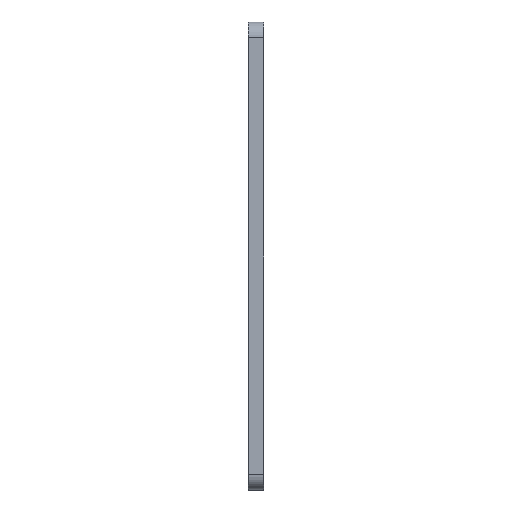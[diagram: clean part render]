
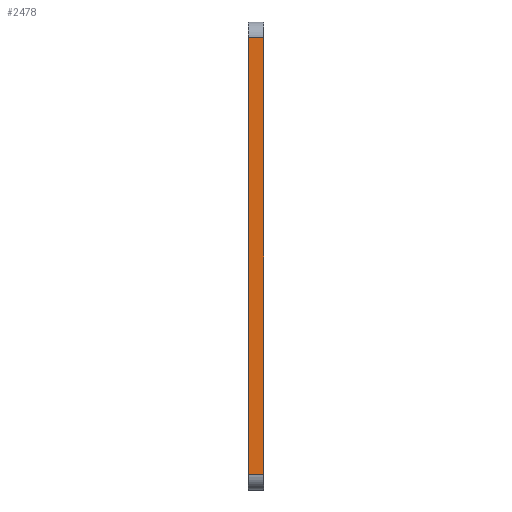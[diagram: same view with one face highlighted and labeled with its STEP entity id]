
A CAD part, left-side view. The second image highlights one B-rep face of the part: STEP entity #2478.
In plain terms, the highlighted planar face has unit normal (-1, 0, 0).
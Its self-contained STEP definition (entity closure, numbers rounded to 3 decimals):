
#249=FACE_OUTER_BOUND('',#496,.T.);
#496=EDGE_LOOP('',(#2009,#2010,#2011,#2012));
#595=LINE('',#3725,#738);
#612=LINE('',#3975,#755);
#633=LINE('',#4233,#776);
#639=LINE('',#4245,#782);
#738=VECTOR('',#2928,82.);
#755=VECTOR('',#3161,82.);
#776=VECTOR('',#3402,3.);
#782=VECTOR('',#3420,3.);
#1098=VERTEX_POINT('',#3710);
#1105=VERTEX_POINT('',#3723);
#1228=VERTEX_POINT('',#3971);
#1230=VERTEX_POINT('',#3974);
#1365=EDGE_CURVE('',#1105,#1098,#595,.T.);
#1489=EDGE_CURVE('',#1230,#1228,#612,.T.);
#1619=EDGE_CURVE('',#1098,#1228,#633,.T.);
#1625=EDGE_CURVE('',#1105,#1230,#639,.T.);
#2009=ORIENTED_EDGE('',*,*,#1489,.T.);
#2010=ORIENTED_EDGE('',*,*,#1619,.F.);
#2011=ORIENTED_EDGE('',*,*,#1365,.F.);
#2012=ORIENTED_EDGE('',*,*,#1625,.T.);
#2452=PLANE('',#2817);
#2478=ADVANCED_FACE('',(#249),#2452,.F.);
#2817=AXIS2_PLACEMENT_3D('',#4246,#3421,#3422);
#2928=DIRECTION('',(0.,0.,1.));
#3161=DIRECTION('',(0.,0.,1.));
#3402=DIRECTION('',(0.,-1.,0.));
#3420=DIRECTION('',(0.,-1.,0.));
#3421=DIRECTION('center_axis',(1.,0.,0.));
#3422=DIRECTION('ref_axis',(0.,0.,-1.));
#3710=CARTESIAN_POINT('',(-63.5,3.,41.));
#3723=CARTESIAN_POINT('',(-63.5,3.,-41.));
#3725=CARTESIAN_POINT('',(-63.5,3.,-41.));
#3971=CARTESIAN_POINT('',(-63.5,0.,41.));
#3974=CARTESIAN_POINT('',(-63.5,0.,-41.));
#3975=CARTESIAN_POINT('',(-63.5,0.,-41.));
#4233=CARTESIAN_POINT('',(-63.5,3.,41.));
#4245=CARTESIAN_POINT('',(-63.5,3.,-41.));
#4246=CARTESIAN_POINT('Origin',(-63.5,3.,41.));
